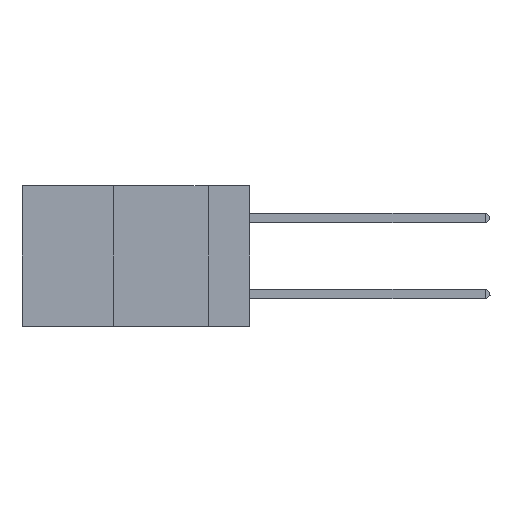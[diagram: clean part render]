
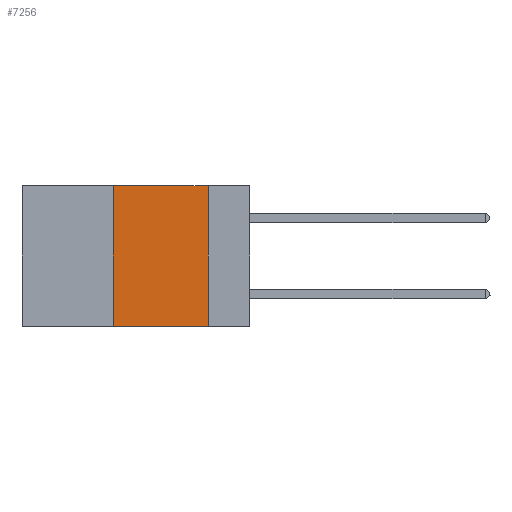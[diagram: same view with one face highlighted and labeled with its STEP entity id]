
A CAD part, left-side view. The second image highlights one B-rep face of the part: STEP entity #7256.
In plain terms, the highlighted planar face has unit normal (-1, 0, 0).
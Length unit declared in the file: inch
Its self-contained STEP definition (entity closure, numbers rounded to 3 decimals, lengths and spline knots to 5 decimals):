
#98 = VERTEX_POINT ( 'NONE', #9302 ) ;
#101 = LINE ( 'NONE', #8475, #8162 ) ;
#165 = VECTOR ( 'NONE', #13119, 39.37008 ) ;
#711 = CARTESIAN_POINT ( 'NONE',  ( 0., 0.11, 0. ) ) ;
#1348 = VECTOR ( 'NONE', #5607, 39.37008 ) ;
#2143 = DIRECTION ( 'NONE',  ( 0., 0., -1. ) ) ;
#2884 = EDGE_CURVE ( 'NONE', #4432, #3621, #101, .T. ) ;
#3241 = ORIENTED_EDGE ( 'NONE', *, *, #2884, .T. ) ;
#3436 = CARTESIAN_POINT ( 'NONE',  ( 0., 0.36, -0.37 ) ) ;
#3621 = VERTEX_POINT ( 'NONE', #3886 ) ;
#3886 = CARTESIAN_POINT ( 'NONE',  ( 0., 0.11, -0.37 ) ) ;
#4432 = VERTEX_POINT ( 'NONE', #3436 ) ;
#4646 = VECTOR ( 'NONE', #4841, 39.37008 ) ;
#4660 = VERTEX_POINT ( 'NONE', #711 ) ;
#4841 = DIRECTION ( 'NONE',  ( 0., -1., 0. ) ) ;
#5607 = DIRECTION ( 'NONE',  ( 0., 0., -1. ) ) ;
#5632 = ORIENTED_EDGE ( 'NONE', *, *, #7499, .F. ) ;
#5657 = EDGE_LOOP ( 'NONE', ( #5632, #8427, #11204, #3241 ) ) ;
#7256 = ADVANCED_FACE ( 'NONE', ( #12268 ), #7315, .F. ) ;
#7315 = PLANE ( 'NONE',  #7390 ) ;
#7390 = AXIS2_PLACEMENT_3D ( 'NONE', #12483, #8372, #2143 ) ;
#7499 = EDGE_CURVE ( 'NONE', #4660, #3621, #12096, .T. ) ;
#7685 = EDGE_CURVE ( 'NONE', #98, #4660, #10223, .T. ) ;
#8162 = VECTOR ( 'NONE', #8966, 39.37008 ) ;
#8216 = LINE ( 'NONE', #12083, #165 ) ;
#8372 = DIRECTION ( 'NONE',  ( 1., 0., 0. ) ) ;
#8427 = ORIENTED_EDGE ( 'NONE', *, *, #7685, .F. ) ;
#8475 = CARTESIAN_POINT ( 'NONE',  ( 0., 0.6, -0.37 ) ) ;
#8966 = DIRECTION ( 'NONE',  ( 0., -1., 0. ) ) ;
#9016 = CARTESIAN_POINT ( 'NONE',  ( 0., 0.6, 0. ) ) ;
#9302 = CARTESIAN_POINT ( 'NONE',  ( 0., 0.36, 0. ) ) ;
#10223 = LINE ( 'NONE', #9016, #4646 ) ;
#11204 = ORIENTED_EDGE ( 'NONE', *, *, #11917, .F. ) ;
#11852 = CARTESIAN_POINT ( 'NONE',  ( 0., 0.11, 0. ) ) ;
#11917 = EDGE_CURVE ( 'NONE', #4432, #98, #8216, .T. ) ;
#12083 = CARTESIAN_POINT ( 'NONE',  ( 0., 0.36, 0. ) ) ;
#12096 = LINE ( 'NONE', #11852, #1348 ) ;
#12268 = FACE_OUTER_BOUND ( 'NONE', #5657, .T. ) ;
#12483 = CARTESIAN_POINT ( 'NONE',  ( 0., 0.6, 0. ) ) ;
#13119 = DIRECTION ( 'NONE',  ( 0., 0., 1. ) ) ;
